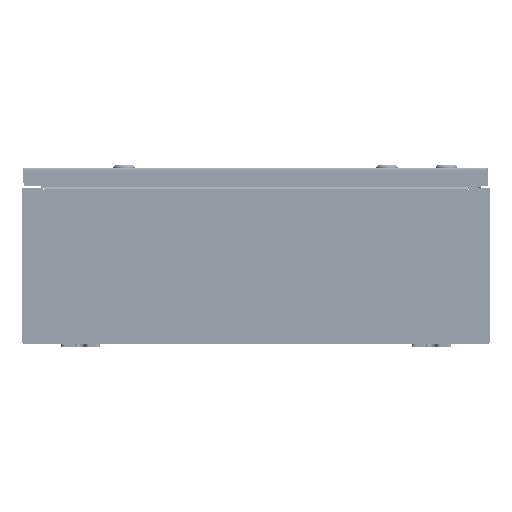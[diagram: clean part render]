
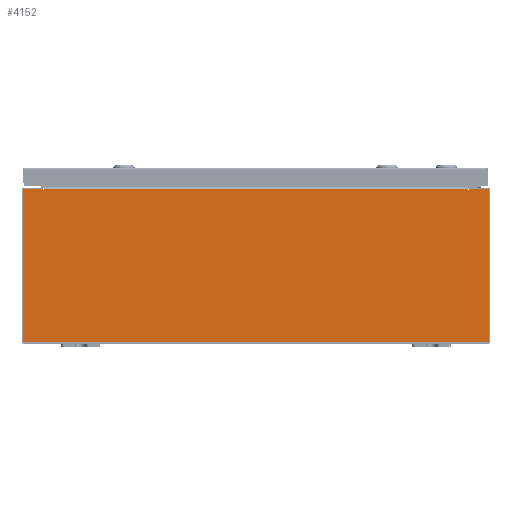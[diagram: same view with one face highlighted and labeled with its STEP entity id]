
A CAD part, front view. The second image highlights one B-rep face of the part: STEP entity #4152.
In plain terms, the highlighted face is planar.
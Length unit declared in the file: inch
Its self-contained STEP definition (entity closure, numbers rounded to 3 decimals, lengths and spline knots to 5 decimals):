
#319 = CARTESIAN_POINT ( 'NONE',  ( -10.92455, 0., 0. ) ) ;
#331 = AXIS2_PLACEMENT_3D ( 'NONE', #31889, #31665, #31584 ) ;
#353 = VECTOR ( 'NONE', #59888, 39.37008 ) ;
#2014 = DIRECTION ( 'NONE',  ( 0., 0., -1. ) ) ;
#2683 = LINE ( 'NONE', #58603, #27613 ) ;
#3563 = CARTESIAN_POINT ( 'NONE',  ( -11.9253, 0., -3.9253 ) ) ;
#4152 = ADVANCED_FACE ( 'NONE', ( #57598 ), #23061, .F. ) ;
#5338 = EDGE_CURVE ( 'NONE', #14165, #10695, #31212, .T. ) ;
#6002 = CARTESIAN_POINT ( 'NONE',  ( 11.9253, 0., 3.9253 ) ) ;
#6200 = EDGE_CURVE ( 'NONE', #32592, #50784, #45916, .T. ) ;
#7883 = DIRECTION ( 'NONE',  ( 0., 0., -1. ) ) ;
#7999 = CARTESIAN_POINT ( 'NONE',  ( 10.8872, 0., 3.9123 ) ) ;
#8709 = CARTESIAN_POINT ( 'NONE',  ( 11.9253, 0., 3.9253 ) ) ;
#9120 = CARTESIAN_POINT ( 'NONE',  ( -11.9253, 0., 3.9253 ) ) ;
#9164 = DIRECTION ( 'NONE',  ( 0., 0., -1. ) ) ;
#9388 = DIRECTION ( 'NONE',  ( 0., -1., 0. ) ) ;
#10695 = VERTEX_POINT ( 'NONE', #31744 ) ;
#11434 = LINE ( 'NONE', #35523, #48018 ) ;
#14165 = VERTEX_POINT ( 'NONE', #6002 ) ;
#14231 = ORIENTED_EDGE ( 'NONE', *, *, #26721, .T. ) ;
#14583 = VERTEX_POINT ( 'NONE', #7999 ) ;
#15603 = DIRECTION ( 'NONE',  ( 0., 0., -1. ) ) ;
#17770 = DIRECTION ( 'NONE',  ( 1., 0., 0. ) ) ;
#17960 = VECTOR ( 'NONE', #7883, 39.37008 ) ;
#18207 = CARTESIAN_POINT ( 'NONE',  ( 10.92455, 0., 3.87495 ) ) ;
#18467 = CARTESIAN_POINT ( 'NONE',  ( -11.9253, 0., -3.9253 ) ) ;
#18836 = ORIENTED_EDGE ( 'NONE', *, *, #6200, .F. ) ;
#19679 = LINE ( 'NONE', #22798, #31377 ) ;
#19928 = EDGE_CURVE ( 'NONE', #32122, #36479, #64100, .T. ) ;
#20219 = CIRCLE ( 'NONE', #57130, 0.01867 ) ;
#21509 = CARTESIAN_POINT ( 'NONE',  ( -11.9253, 0., 3.9253 ) ) ;
#21879 = DIRECTION ( 'NONE',  ( 0., 1., 0. ) ) ;
#22143 = EDGE_CURVE ( 'NONE', #36479, #34654, #19679, .T. ) ;
#22552 = VERTEX_POINT ( 'NONE', #47691 ) ;
#22798 = CARTESIAN_POINT ( 'NONE',  ( -11.9253, 0., 3.9253 ) ) ;
#23061 = PLANE ( 'NONE',  #55627 ) ;
#23468 = DIRECTION ( 'NONE',  ( -1., 0., 0. ) ) ;
#24114 = VERTEX_POINT ( 'NONE', #26151 ) ;
#25388 = EDGE_CURVE ( 'NONE', #22552, #45902, #40978, .T. ) ;
#26151 = CARTESIAN_POINT ( 'NONE',  ( -10.8872, 0., 3.9123 ) ) ;
#26676 = ORIENTED_EDGE ( 'NONE', *, *, #27459, .T. ) ;
#26721 = EDGE_CURVE ( 'NONE', #22552, #14165, #33121, .T. ) ;
#26853 = LINE ( 'NONE', #319, #353 ) ;
#27443 = CARTESIAN_POINT ( 'NONE',  ( -10.92455, 0., 3.9253 ) ) ;
#27459 = EDGE_CURVE ( 'NONE', #24114, #14583, #2683, .T. ) ;
#27613 = VECTOR ( 'NONE', #33878, 39.37008 ) ;
#29002 = CARTESIAN_POINT ( 'NONE',  ( -10.8872, 0., 3.87495 ) ) ;
#30585 = ORIENTED_EDGE ( 'NONE', *, *, #5338, .T. ) ;
#31212 = LINE ( 'NONE', #8709, #17960 ) ;
#31353 = ORIENTED_EDGE ( 'NONE', *, *, #35385, .F. ) ;
#31377 = VECTOR ( 'NONE', #17770, 39.37008 ) ;
#31413 = ORIENTED_EDGE ( 'NONE', *, *, #19928, .T. ) ;
#31559 = VECTOR ( 'NONE', #48936, 39.37008 ) ;
#31584 = DIRECTION ( 'NONE',  ( 0., 0., -1. ) ) ;
#31665 = DIRECTION ( 'NONE',  ( 0., 1., 0. ) ) ;
#31744 = CARTESIAN_POINT ( 'NONE',  ( 11.9253, 0., -3.9253 ) ) ;
#31889 = CARTESIAN_POINT ( 'NONE',  ( -10.90588, 0., 3.87495 ) ) ;
#32122 = VERTEX_POINT ( 'NONE', #3563 ) ;
#32592 = VERTEX_POINT ( 'NONE', #29002 ) ;
#33121 = LINE ( 'NONE', #9120, #31559 ) ;
#33388 = LINE ( 'NONE', #18467, #46616 ) ;
#33530 = VERTEX_POINT ( 'NONE', #33584 ) ;
#33584 = CARTESIAN_POINT ( 'NONE',  ( 10.8872, 0., 3.87495 ) ) ;
#33878 = DIRECTION ( 'NONE',  ( 1., 0., 0. ) ) ;
#34311 = VECTOR ( 'NONE', #2014, 39.37008 ) ;
#34654 = VERTEX_POINT ( 'NONE', #27443 ) ;
#35385 = EDGE_CURVE ( 'NONE', #45902, #33530, #20219, .T. ) ;
#35523 = CARTESIAN_POINT ( 'NONE',  ( 10.8872, 0., 0. ) ) ;
#36087 = ORIENTED_EDGE ( 'NONE', *, *, #22143, .T. ) ;
#36479 = VERTEX_POINT ( 'NONE', #42643 ) ;
#36594 = CARTESIAN_POINT ( 'NONE',  ( 0., 0., 0. ) ) ;
#36635 = EDGE_CURVE ( 'NONE', #10695, #32122, #33388, .T. ) ;
#40537 = DIRECTION ( 'NONE',  ( 0., 0., 1. ) ) ;
#40978 = LINE ( 'NONE', #50420, #52624 ) ;
#42643 = CARTESIAN_POINT ( 'NONE',  ( -11.9253, 0., 3.9253 ) ) ;
#43541 = EDGE_LOOP ( 'NONE', ( #62364, #18836, #48421, #26676, #56217, #31353, #47680, #14231, #30585, #53171, #31413, #36087 ) ) ;
#45902 = VERTEX_POINT ( 'NONE', #18207 ) ;
#45916 = CIRCLE ( 'NONE', #331, 0.01867 ) ;
#46227 = EDGE_CURVE ( 'NONE', #50784, #34654, #26853, .T. ) ;
#46483 = DIRECTION ( 'NONE',  ( 0., 0., 1. ) ) ;
#46616 = VECTOR ( 'NONE', #23468, 39.37008 ) ;
#47528 = LINE ( 'NONE', #61819, #34311 ) ;
#47680 = ORIENTED_EDGE ( 'NONE', *, *, #25388, .F. ) ;
#47691 = CARTESIAN_POINT ( 'NONE',  ( 10.92455, 0., 3.9253 ) ) ;
#48018 = VECTOR ( 'NONE', #40537, 39.37008 ) ;
#48421 = ORIENTED_EDGE ( 'NONE', *, *, #54104, .F. ) ;
#48936 = DIRECTION ( 'NONE',  ( 1., 0., 0. ) ) ;
#50420 = CARTESIAN_POINT ( 'NONE',  ( 10.92455, 0., 0. ) ) ;
#50784 = VERTEX_POINT ( 'NONE', #56622 ) ;
#50975 = VECTOR ( 'NONE', #46483, 39.37008 ) ;
#51660 = CARTESIAN_POINT ( 'NONE',  ( 10.90588, 0., 3.87495 ) ) ;
#52624 = VECTOR ( 'NONE', #15603, 39.37008 ) ;
#53171 = ORIENTED_EDGE ( 'NONE', *, *, #36635, .T. ) ;
#54104 = EDGE_CURVE ( 'NONE', #24114, #32592, #47528, .T. ) ;
#55627 = AXIS2_PLACEMENT_3D ( 'NONE', #36594, #9388, #9164 ) ;
#56217 = ORIENTED_EDGE ( 'NONE', *, *, #58640, .F. ) ;
#56622 = CARTESIAN_POINT ( 'NONE',  ( -10.92455, 0., 3.87495 ) ) ;
#56627 = DIRECTION ( 'NONE',  ( 0., 0., -1. ) ) ;
#57130 = AXIS2_PLACEMENT_3D ( 'NONE', #51660, #21879, #56627 ) ;
#57598 = FACE_OUTER_BOUND ( 'NONE', #43541, .T. ) ;
#58603 = CARTESIAN_POINT ( 'NONE',  ( -10.8872, 0., 3.9123 ) ) ;
#58640 = EDGE_CURVE ( 'NONE', #33530, #14583, #11434, .T. ) ;
#59888 = DIRECTION ( 'NONE',  ( 0., 0., 1. ) ) ;
#61819 = CARTESIAN_POINT ( 'NONE',  ( -10.8872, 0., 0. ) ) ;
#62364 = ORIENTED_EDGE ( 'NONE', *, *, #46227, .F. ) ;
#64100 = LINE ( 'NONE', #21509, #50975 ) ;
